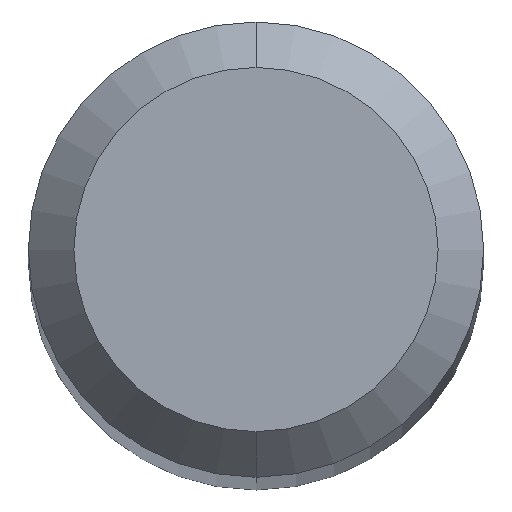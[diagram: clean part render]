
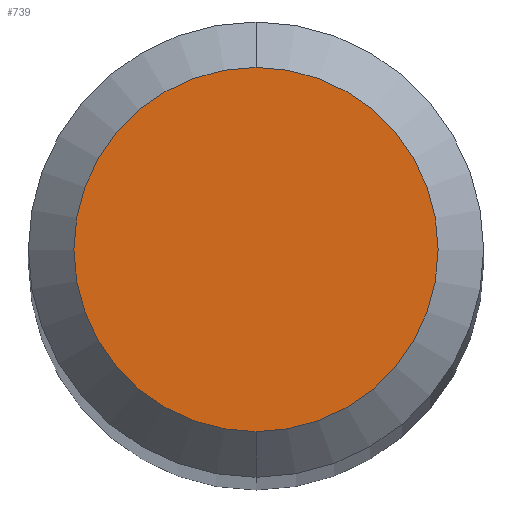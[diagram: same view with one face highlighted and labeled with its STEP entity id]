
A CAD part, top view. The second image highlights one B-rep face of the part: STEP entity #739.
In plain terms, the highlighted planar face has unit normal (0, 0, 1).
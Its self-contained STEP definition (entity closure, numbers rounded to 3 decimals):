
#719=VERTEX_POINT('',#1862);
#739=ADVANCED_FACE('',(#1884),#1885,.T.);
#847=VERTEX_POINT('',#2007);
#1229=EDGE_CURVE('',#847,#719,#2424,.T.);
#1395=EDGE_CURVE('',#719,#847,#2602,.T.);
#1862=CARTESIAN_POINT('',(0.,-1.2,0.0));
#1884=FACE_OUTER_BOUND('',#3828,.T.);
#1885=PLANE('',#3829);
#2007=CARTESIAN_POINT('',(0.0,1.2,0.0));
#2424=CIRCLE('',#6625,1.2);
#2602=CIRCLE('',#7528,1.2);
#3828=EDGE_LOOP('',(#9622,#9623));
#3829=AXIS2_PLACEMENT_3D('',#9624,#9625,#9626);
#6625=AXIS2_PLACEMENT_3D('',#10183,#10184,#10185);
#7528=AXIS2_PLACEMENT_3D('',#10340,#10341,#10342);
#9622=ORIENTED_EDGE('',*,*,#1229,.F.);
#9623=ORIENTED_EDGE('',*,*,#1395,.F.);
#9624=CARTESIAN_POINT('',(0.0,0.6,0.0));
#9625=DIRECTION('',(-0.0,0.0,1.0));
#9626=DIRECTION('',(0.0,-1.0,0.0));
#10183=CARTESIAN_POINT('',(0.0,0.0,0.0));
#10184=DIRECTION('',(0.0,0.0,-1.0));
#10185=DIRECTION('',(0.0,1.0,0.0));
#10340=CARTESIAN_POINT('',(0.0,0.0,0.0));
#10341=DIRECTION('',(0.0,0.0,-1.0));
#10342=DIRECTION('',(0.0,1.0,0.0));
